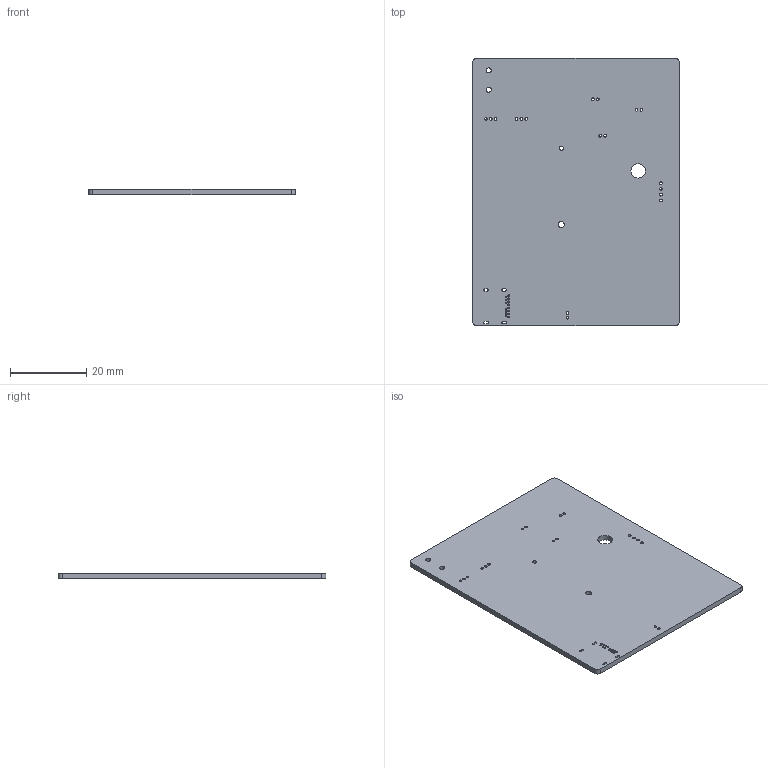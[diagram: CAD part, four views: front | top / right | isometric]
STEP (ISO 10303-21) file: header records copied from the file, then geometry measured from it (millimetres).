
FILE_DESCRIPTION(('Open CASCADE Model'),'2;1');
FILE_NAME('Open CASCADE Shape Model','2022-10-25T13:27:27',('Author'),( 'Open CASCADE'),'Open CASCADE STEP processor 7.5','Open CASCADE 7.5' ,'Unknown');
FILE_SCHEMA(('AUTOMOTIVE_DESIGN { 1 0 10303 214 1 1 1 1 }'));
Length unit declared in the file: millimetre
Products named in the file (1): PCB
Bounding box: 54 x 70 x 1.42 mm (x, y, z)
Volume: 5326.9 mm3; surface area: 7990.9 mm2
Topology: 1 solids, 1 shells, 63 faces, 183 edges, 122 vertices
Faces by surface type: cylinder 49, plane 14
Full cylindrical faces by diameter (mm): 0.4 x14, 0.7 x18, 1.1 x1, 1.3 x2, 1.6 x1, 3.8 x1
Entity records: 2318 total; most frequent: DIRECTION 409, CARTESIAN_POINT 369, ORIENTED_EDGE 366, EDGE_CURVE 183, AXIS2_PLACEMENT_3D 162, FACE_BOUND 145, EDGE_LOOP 145, VERTEX_POINT 122
